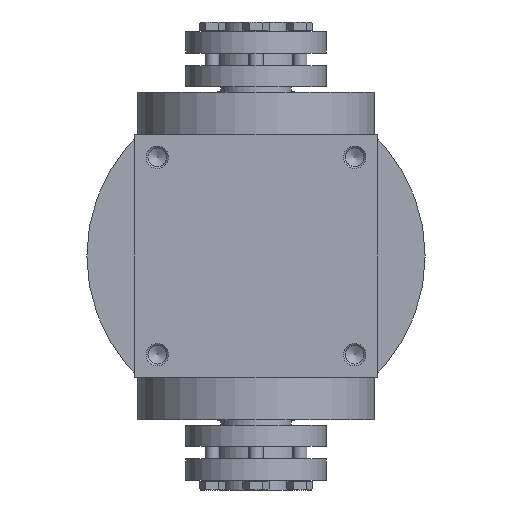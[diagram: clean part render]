
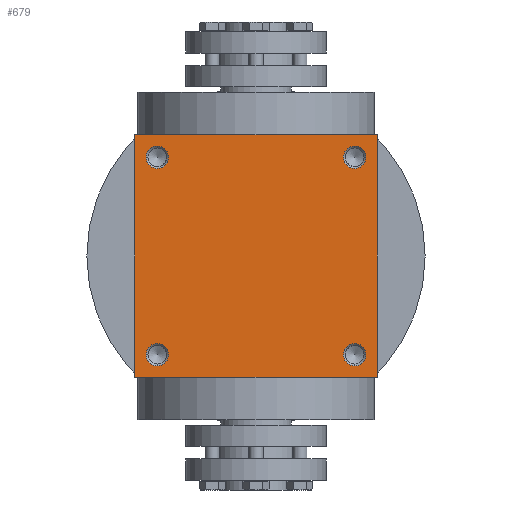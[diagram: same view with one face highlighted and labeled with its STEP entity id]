
A CAD part, left-side view. The second image highlights one B-rep face of the part: STEP entity #679.
In plain terms, the highlighted face is planar.
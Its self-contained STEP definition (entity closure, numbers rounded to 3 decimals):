
#679 = ADVANCED_FACE( '', ( #1621, #1622, #1623, #1624, #1625 ), #1626, .F. );
#1621 = FACE_BOUND( '', #2953, .T. );
#1622 = FACE_BOUND( '', #2954, .T. );
#1623 = FACE_BOUND( '', #2955, .T. );
#1624 = FACE_BOUND( '', #2956, .T. );
#1625 = FACE_OUTER_BOUND( '', #2957, .T. );
#1626 = PLANE( '', #2958 );
#2953 = EDGE_LOOP( '', ( #4788 ) );
#2954 = EDGE_LOOP( '', ( #4789 ) );
#2955 = EDGE_LOOP( '', ( #4790 ) );
#2956 = EDGE_LOOP( '', ( #4791 ) );
#2957 = EDGE_LOOP( '', ( #4792, #4793, #4794, #4795 ) );
#2958 = AXIS2_PLACEMENT_3D( '', #4796, #4797, #4798 );
#4788 = ORIENTED_EDGE( '', *, *, #7198, .F. );
#4789 = ORIENTED_EDGE( '', *, *, #7199, .T. );
#4790 = ORIENTED_EDGE( '', *, *, #7200, .F. );
#4791 = ORIENTED_EDGE( '', *, *, #7045, .T. );
#4792 = ORIENTED_EDGE( '', *, *, #6911, .F. );
#4793 = ORIENTED_EDGE( '', *, *, #7020, .F. );
#4794 = ORIENTED_EDGE( '', *, *, #7201, .F. );
#4795 = ORIENTED_EDGE( '', *, *, #6851, .F. );
#4796 = CARTESIAN_POINT( '', ( 0., 0., -43. ) );
#4797 = DIRECTION( '', ( 0., 0., 1. ) );
#4798 = DIRECTION( '', ( 1., 0., 0. ) );
#6851 = EDGE_CURVE( '', #8036, #8037, #8038, .T. );
#6911 = EDGE_CURVE( '', #8138, #8036, #8139, .T. );
#7020 = EDGE_CURVE( '', #8325, #8138, #8326, .T. );
#7045 = EDGE_CURVE( '', #8364, #8364, #8365, .T. );
#7198 = EDGE_CURVE( '', #8596, #8596, #8597, .T. );
#7199 = EDGE_CURVE( '', #8598, #8598, #8599, .T. );
#7200 = EDGE_CURVE( '', #8600, #8600, #8601, .T. );
#7201 = EDGE_CURVE( '', #8037, #8325, #8602, .T. );
#8036 = VERTEX_POINT( '', #9729 );
#8037 = VERTEX_POINT( '', #9730 );
#8038 = LINE( '', #9731, #9732 );
#8138 = VERTEX_POINT( '', #9875 );
#8139 = LINE( '', #9876, #9877 );
#8325 = VERTEX_POINT( '', #10133 );
#8326 = LINE( '', #10134, #10135 );
#8364 = VERTEX_POINT( '', #10193 );
#8365 = CIRCLE( '', #10194, 4. );
#8596 = VERTEX_POINT( '', #10542 );
#8597 = CIRCLE( '', #10543, 4. );
#8598 = VERTEX_POINT( '', #10544 );
#8599 = CIRCLE( '', #10545, 4. );
#8600 = VERTEX_POINT( '', #10546 );
#8601 = CIRCLE( '', #10547, 4. );
#8602 = LINE( '', #10548, #10549 );
#9729 = CARTESIAN_POINT( '', ( -43., -43., -43. ) );
#9730 = CARTESIAN_POINT( '', ( 43., -43., -43. ) );
#9731 = CARTESIAN_POINT( '', ( -43., -43., -43. ) );
#9732 = VECTOR( '', #11671, 1000. );
#9875 = CARTESIAN_POINT( '', ( -43., 43., -43. ) );
#9876 = CARTESIAN_POINT( '', ( -43., 43., -43. ) );
#9877 = VECTOR( '', #11754, 1000. );
#10133 = CARTESIAN_POINT( '', ( 43., 43., -43. ) );
#10134 = CARTESIAN_POINT( '', ( 43., 43., -43. ) );
#10135 = VECTOR( '', #11887, 1000. );
#10193 = CARTESIAN_POINT( '', ( 39., -35., -43. ) );
#10194 = AXIS2_PLACEMENT_3D( '', #11909, #11910, #11911 );
#10542 = CARTESIAN_POINT( '', ( -39., 35., -43. ) );
#10543 = AXIS2_PLACEMENT_3D( '', #12104, #12105, #12106 );
#10544 = CARTESIAN_POINT( '', ( 39., 35., -43. ) );
#10545 = AXIS2_PLACEMENT_3D( '', #12107, #12108, #12109 );
#10546 = CARTESIAN_POINT( '', ( -39., -35., -43. ) );
#10547 = AXIS2_PLACEMENT_3D( '', #12110, #12111, #12112 );
#10548 = CARTESIAN_POINT( '', ( 43., -43., -43. ) );
#10549 = VECTOR( '', #12113, 1000. );
#11671 = DIRECTION( '', ( 1., 0., 0. ) );
#11754 = DIRECTION( '', ( 0., -1., 0. ) );
#11887 = DIRECTION( '', ( -1., 0., 0. ) );
#11909 = CARTESIAN_POINT( '', ( 35., -35., -43. ) );
#11910 = DIRECTION( '', ( 0., 0., 1. ) );
#11911 = DIRECTION( '', ( 1., 0., 0. ) );
#12104 = CARTESIAN_POINT( '', ( -35., 35., -43. ) );
#12105 = DIRECTION( '', ( 0., 0., -1. ) );
#12106 = DIRECTION( '', ( -1., 0., 0. ) );
#12107 = CARTESIAN_POINT( '', ( 35., 35., -43. ) );
#12108 = DIRECTION( '', ( 0., 0., 1. ) );
#12109 = DIRECTION( '', ( 1., 0., 0. ) );
#12110 = CARTESIAN_POINT( '', ( -35., -35., -43. ) );
#12111 = DIRECTION( '', ( 0., 0., -1. ) );
#12112 = DIRECTION( '', ( -1., 0., 0. ) );
#12113 = DIRECTION( '', ( 0., 1., 0. ) );
